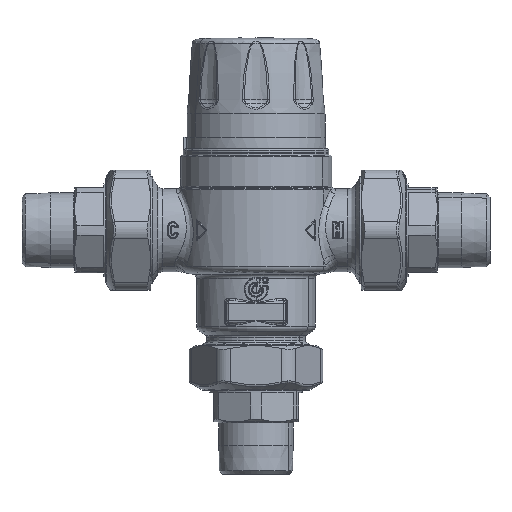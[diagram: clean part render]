
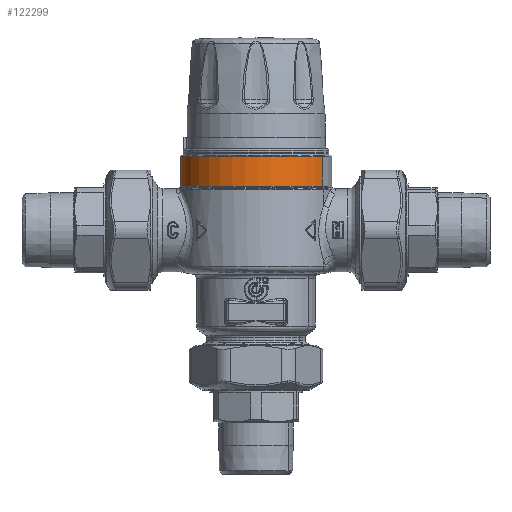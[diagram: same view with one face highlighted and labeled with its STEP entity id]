
A CAD part, left-side view. The second image highlights one B-rep face of the part: STEP entity #122299.
In plain terms, the highlighted cylindrical face has radius 33.75 mm (diameter 67.5 mm), a partial arc.
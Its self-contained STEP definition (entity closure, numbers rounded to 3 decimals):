
#118450=CARTESIAN_POINT('Vertex',(-16.181,198.09,54.316)) ;
#118457=CARTESIAN_POINT('Vertex',(16.181,257.327,54.316)) ;
#118460=CARTESIAN_POINT('Axis2P3D Location',(0.,227.709,54.316)) ;
#122269=CARTESIAN_POINT('Axis2P3D Location',(0.,227.709,7.166)) ;
#122274=CARTESIAN_POINT('Line Origine',(16.181,257.327,49.399)) ;
#122278=CARTESIAN_POINT('Vertex',(16.181,257.327,40.981)) ;
#122281=CARTESIAN_POINT('Axis2P3D Location',(0.,227.709,40.981)) ;
#122285=CARTESIAN_POINT('Vertex',(-16.181,198.09,40.981)) ;
#122288=CARTESIAN_POINT('Line Origine',(-16.181,198.09,49.399)) ;
#122276=VECTOR('Line Direction',#122275,1.) ;
#122290=VECTOR('Line Direction',#122289,1.) ;
#118461=DIRECTION('Axis2P3D Direction',(0.,0.,-1.)) ;
#122270=DIRECTION('Axis2P3D Direction',(0.,0.,-1.)) ;
#122271=DIRECTION('Axis2P3D XDirection',(0.479,0.878,0.)) ;
#122275=DIRECTION('Vector Direction',(0.,0.,-1.)) ;
#122282=DIRECTION('Axis2P3D Direction',(0.,0.,-1.)) ;
#122289=DIRECTION('Vector Direction',(0.,0.,-1.)) ;
#118462=AXIS2_PLACEMENT_3D('Circle Axis2P3D',#118460,#118461,$) ;
#122272=AXIS2_PLACEMENT_3D('Cylinder Axis2P3D',#122269,#122270,#122271) ;
#122283=AXIS2_PLACEMENT_3D('Circle Axis2P3D',#122281,#122282,$) ;
#122277=LINE('Line',#122274,#122276) ;
#122291=LINE('Line',#122288,#122290) ;
#118463=CIRCLE('generated circle',#118462,33.75) ;
#122284=CIRCLE('generated circle',#122283,33.75) ;
#122273=CYLINDRICAL_SURFACE('generated cylinder',#122272,33.75) ;
#118464=EDGE_CURVE('',#118451,#118458,#118463,.T.) ;
#122280=EDGE_CURVE('',#122279,#118458,#122277,.F.) ;
#122287=EDGE_CURVE('',#122286,#122279,#122284,.T.) ;
#122292=EDGE_CURVE('',#122286,#118451,#122291,.F.) ;
#122294=ORIENTED_EDGE('',*,*,#122280,.F.) ;
#122295=ORIENTED_EDGE('',*,*,#122287,.F.) ;
#122296=ORIENTED_EDGE('',*,*,#122292,.T.) ;
#122297=ORIENTED_EDGE('',*,*,#118464,.T.) ;
#122293=EDGE_LOOP('',(#122294,#122295,#122296,#122297)) ;
#118451=VERTEX_POINT('',#118450) ;
#118458=VERTEX_POINT('',#118457) ;
#122279=VERTEX_POINT('',#122278) ;
#122286=VERTEX_POINT('',#122285) ;
#122299=ADVANCED_FACE('PartBody',(#122298),#122273,.T.) ;
#122298=FACE_OUTER_BOUND('',#122293,.T.) ;
